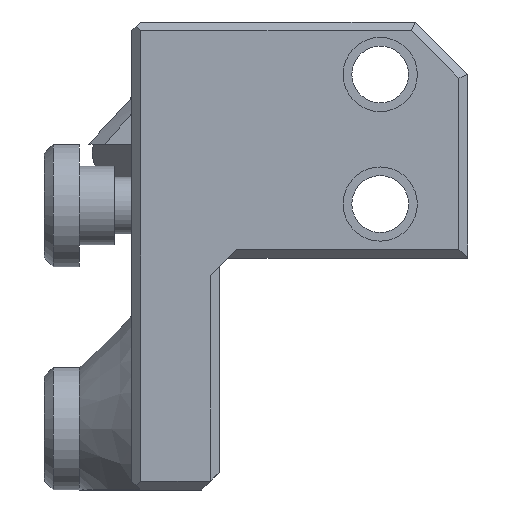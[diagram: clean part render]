
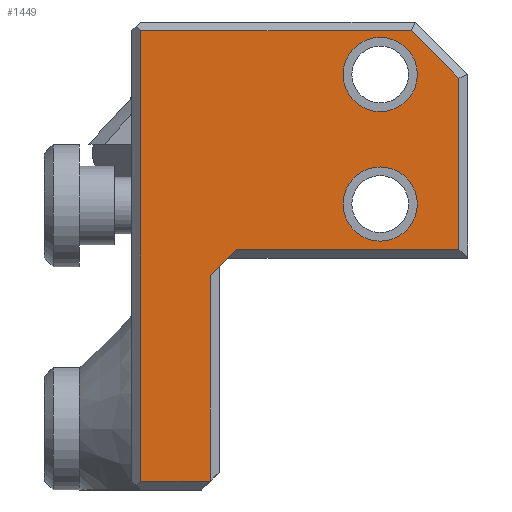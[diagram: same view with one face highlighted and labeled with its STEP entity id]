
A CAD part, front view. The second image highlights one B-rep face of the part: STEP entity #1449.
In plain terms, the highlighted planar face has unit normal (0, -1, 0).
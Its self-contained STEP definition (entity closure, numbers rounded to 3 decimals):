
#46=FACE_BOUND('',#249,.T.);
#47=FACE_BOUND('',#250,.T.);
#74=PLANE('',#1555);
#156=FACE_OUTER_BOUND('',#248,.T.);
#248=EDGE_LOOP('',(#1155,#1156,#1157,#1158,#1159,#1160,#1161,#1162));
#249=EDGE_LOOP('',(#1163));
#250=EDGE_LOOP('',(#1164));
#381=LINE('',#2338,#529);
#386=LINE('',#2349,#534);
#387=LINE('',#2351,#535);
#388=LINE('',#2352,#536);
#389=LINE('',#2354,#537);
#390=LINE('',#2356,#538);
#391=LINE('',#2358,#539);
#392=LINE('',#2359,#540);
#529=VECTOR('',#1797,10.);
#534=VECTOR('',#1806,10.);
#535=VECTOR('',#1807,10.);
#536=VECTOR('',#1808,10.);
#537=VECTOR('',#1809,10.);
#538=VECTOR('',#1810,10.);
#539=VECTOR('',#1811,10.);
#540=VECTOR('',#1812,10.);
#628=CIRCLE('',#1556,2.125);
#629=CIRCLE('',#1557,2.125);
#724=VERTEX_POINT('',#2335);
#725=VERTEX_POINT('',#2337);
#728=VERTEX_POINT('',#2347);
#729=VERTEX_POINT('',#2348);
#730=VERTEX_POINT('',#2350);
#731=VERTEX_POINT('',#2353);
#732=VERTEX_POINT('',#2355);
#733=VERTEX_POINT('',#2357);
#734=VERTEX_POINT('',#2360);
#735=VERTEX_POINT('',#2362);
#882=EDGE_CURVE('',#725,#724,#381,.T.);
#887=EDGE_CURVE('',#728,#729,#386,.T.);
#888=EDGE_CURVE('',#730,#728,#387,.T.);
#889=EDGE_CURVE('',#725,#730,#388,.T.);
#890=EDGE_CURVE('',#731,#724,#389,.T.);
#891=EDGE_CURVE('',#732,#731,#390,.T.);
#892=EDGE_CURVE('',#733,#732,#391,.T.);
#893=EDGE_CURVE('',#729,#733,#392,.T.);
#894=EDGE_CURVE('',#734,#734,#628,.T.);
#895=EDGE_CURVE('',#735,#735,#629,.T.);
#1155=ORIENTED_EDGE('',*,*,#887,.F.);
#1156=ORIENTED_EDGE('',*,*,#888,.F.);
#1157=ORIENTED_EDGE('',*,*,#889,.F.);
#1158=ORIENTED_EDGE('',*,*,#882,.T.);
#1159=ORIENTED_EDGE('',*,*,#890,.F.);
#1160=ORIENTED_EDGE('',*,*,#891,.F.);
#1161=ORIENTED_EDGE('',*,*,#892,.F.);
#1162=ORIENTED_EDGE('',*,*,#893,.F.);
#1163=ORIENTED_EDGE('',*,*,#894,.T.);
#1164=ORIENTED_EDGE('',*,*,#895,.T.);
#1449=ADVANCED_FACE('',(#156,#46,#47),#74,.T.);
#1555=AXIS2_PLACEMENT_3D('',#2346,#1804,#1805);
#1556=AXIS2_PLACEMENT_3D('',#2361,#1813,#1814);
#1557=AXIS2_PLACEMENT_3D('',#2363,#1815,#1816);
#1797=DIRECTION('',(0.707,0.,0.707));
#1804=DIRECTION('center_axis',(0.,-1.,0.));
#1805=DIRECTION('ref_axis',(0.,0.,-1.));
#1806=DIRECTION('',(0.,0.,1.));
#1807=DIRECTION('',(-1.,0.,0.));
#1808=DIRECTION('',(0.,0.,-1.));
#1809=DIRECTION('',(-1.,0.,0.));
#1810=DIRECTION('',(0.,0.,-1.));
#1811=DIRECTION('',(0.707,0.,-0.707));
#1812=DIRECTION('',(1.,0.,0.));
#1813=DIRECTION('center_axis',(0.,1.,0.));
#1814=DIRECTION('ref_axis',(1.,0.,0.));
#1815=DIRECTION('center_axis',(0.,1.,0.));
#1816=DIRECTION('ref_axis',(1.,0.,0.));
#2335=CARTESIAN_POINT('',(-18.218,59.78,103.767));
#2337=CARTESIAN_POINT('',(-19.718,59.78,102.267));
#2338=CARTESIAN_POINT('',(-18.592,59.78,103.393));
#2346=CARTESIAN_POINT('Origin',(-24.218,59.78,116.779));
#2347=CARTESIAN_POINT('',(-23.718,59.78,90.491));
#2348=CARTESIAN_POINT('',(-23.718,59.78,116.279));
#2349=CARTESIAN_POINT('',(-23.718,59.78,113.278));
#2350=CARTESIAN_POINT('',(-19.718,59.78,90.491));
#2351=CARTESIAN_POINT('',(-24.218,59.78,90.491));
#2352=CARTESIAN_POINT('',(-19.718,59.78,108.33));
#2353=CARTESIAN_POINT('',(-5.5,59.78,103.767));
#2354=CARTESIAN_POINT('',(-24.218,59.78,103.767));
#2355=CARTESIAN_POINT('',(-5.5,59.78,113.571));
#2356=CARTESIAN_POINT('',(-5.5,59.78,113.278));
#2357=CARTESIAN_POINT('',(-8.207,59.78,116.279));
#2358=CARTESIAN_POINT('',(-11.658,59.78,119.729));
#2359=CARTESIAN_POINT('',(-24.218,59.78,116.279));
#2360=CARTESIAN_POINT('',(-12.122,59.78,113.774));
#2361=CARTESIAN_POINT('Origin',(-9.997,59.78,113.774));
#2362=CARTESIAN_POINT('',(-12.125,59.78,106.358));
#2363=CARTESIAN_POINT('Origin',(-10.,59.78,106.358));
